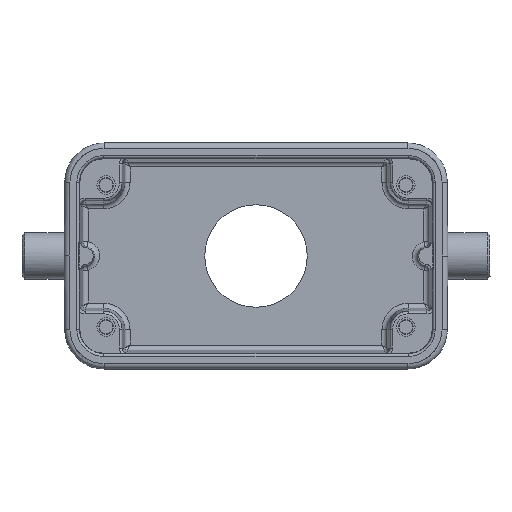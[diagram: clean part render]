
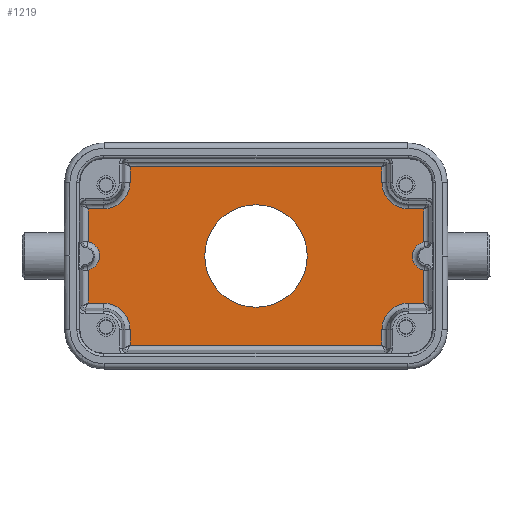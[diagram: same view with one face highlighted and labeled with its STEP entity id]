
A CAD part, front view. The second image highlights one B-rep face of the part: STEP entity #1219.
In plain terms, the highlighted planar face has unit normal (0, -1, 0).
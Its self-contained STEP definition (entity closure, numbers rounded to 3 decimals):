
#152=B_SPLINE_CURVE_WITH_KNOTS('',3,(#10709,#10710,#10711,#10712,#10713,
#10714,#10715),.UNSPECIFIED.,.F.,.F.,(4,3,4),(0.,0.01,1.),
 .UNSPECIFIED.);
#343=B_SPLINE_CURVE_WITH_KNOTS('',3,(#15206,#15207,#15208,#15209,#15210,
#15211),.UNSPECIFIED.,.F.,.F.,(4,2,4),(0.,0.5,1.),.UNSPECIFIED.);
#364=B_SPLINE_CURVE_WITH_KNOTS('',3,(#15365,#15366,#15367,#15368,#15369,
#15370,#15371),.UNSPECIFIED.,.F.,.F.,(4,3,4),(0.,0.01,1.),
 .UNSPECIFIED.);
#366=B_SPLINE_CURVE_WITH_KNOTS('',3,(#15381,#15382,#15383,#15384,#15385,
#15386),.UNSPECIFIED.,.F.,.F.,(4,2,4),(0.,0.5,1.),.UNSPECIFIED.);
#443=FACE_BOUND('',#2158,.T.);
#444=FACE_BOUND('',#2159,.T.);
#785=PLANE('',#8142);
#1219=ADVANCED_FACE('',(#443,#444),#785,.T.);
#2158=EDGE_LOOP('',(#5525));
#2159=EDGE_LOOP('',(#5526,#5527,#5528,#5529,#5530,#5531,#5532,#5533,#5534,
#5535,#5536,#5537,#5538,#5539,#5540,#5541,#5542,#5543,#5544,#5545));
#2203=LINE('',#10129,#2864);
#2210=LINE('',#10173,#2871);
#2214=LINE('',#10283,#2875);
#2223=LINE('',#10411,#2884);
#2224=LINE('',#10423,#2885);
#2775=LINE('',#14784,#3444);
#2776=LINE('',#14797,#3445);
#2777=LINE('',#14898,#3446);
#2793=LINE('',#15071,#3462);
#2794=LINE('',#15084,#3463);
#2795=LINE('',#15192,#3464);
#2827=LINE('',#15490,#3496);
#2864=VECTOR('',#8262,1.);
#2871=VECTOR('',#8289,1.);
#2875=VECTOR('',#8303,1.);
#2884=VECTOR('',#8328,1.);
#2885=VECTOR('',#8339,1.);
#3444=VECTOR('',#9634,1.);
#3445=VECTOR('',#9645,1.);
#3446=VECTOR('',#9648,1.);
#3462=VECTOR('',#9720,1.);
#3463=VECTOR('',#9731,1.);
#3464=VECTOR('',#9736,1.);
#3496=VECTOR('',#9908,1.);
#5525=ORIENTED_EDGE('',*,*,#7364,.F.);
#5526=ORIENTED_EDGE('',*,*,#7361,.F.);
#5527=ORIENTED_EDGE('',*,*,#6451,.F.);
#5528=ORIENTED_EDGE('',*,*,#7274,.T.);
#5529=ORIENTED_EDGE('',*,*,#7271,.F.);
#5530=ORIENTED_EDGE('',*,*,#7267,.F.);
#5531=ORIENTED_EDGE('',*,*,#7264,.T.);
#5532=ORIENTED_EDGE('',*,*,#7262,.F.);
#5533=ORIENTED_EDGE('',*,*,#7229,.F.);
#5534=ORIENTED_EDGE('',*,*,#7227,.F.);
#5535=ORIENTED_EDGE('',*,*,#7224,.T.);
#5536=ORIENTED_EDGE('',*,*,#7222,.F.);
#5537=ORIENTED_EDGE('',*,*,#7322,.F.);
#5538=ORIENTED_EDGE('',*,*,#7326,.T.);
#5539=ORIENTED_EDGE('',*,*,#6378,.F.);
#5540=ORIENTED_EDGE('',*,*,#6419,.F.);
#5541=ORIENTED_EDGE('',*,*,#6416,.T.);
#5542=ORIENTED_EDGE('',*,*,#6414,.F.);
#5543=ORIENTED_EDGE('',*,*,#6400,.F.);
#5544=ORIENTED_EDGE('',*,*,#6393,.F.);
#5545=ORIENTED_EDGE('',*,*,#7363,.T.);
#5696=VERTEX_POINT('',#10105);
#5699=VERTEX_POINT('',#10128);
#5711=VERTEX_POINT('',#10170);
#5712=VERTEX_POINT('',#10172);
#5715=VERTEX_POINT('',#10284);
#5723=VERTEX_POINT('',#10412);
#5724=VERTEX_POINT('',#10416);
#5745=VERTEX_POINT('',#10610);
#5746=VERTEX_POINT('',#10707);
#6226=VERTEX_POINT('',#14608);
#6241=VERTEX_POINT('',#14785);
#6242=VERTEX_POINT('',#14789);
#6243=VERTEX_POINT('',#14796);
#6244=VERTEX_POINT('',#14899);
#6262=VERTEX_POINT('',#15072);
#6263=VERTEX_POINT('',#15076);
#6264=VERTEX_POINT('',#15083);
#6266=VERTEX_POINT('',#15187);
#6292=VERTEX_POINT('',#15364);
#6307=VERTEX_POINT('',#15491);
#6308=VERTEX_POINT('',#15497);
#6378=EDGE_CURVE('',#5699,#5696,#2203,.T.);
#6393=EDGE_CURVE('',#5712,#5711,#2210,.T.);
#6400=EDGE_CURVE('',#5711,#5715,#2214,.T.);
#6414=EDGE_CURVE('',#5715,#5723,#2223,.T.);
#6416=EDGE_CURVE('',#5724,#5723,#7455,.T.);
#6419=EDGE_CURVE('',#5724,#5699,#2224,.T.);
#6451=EDGE_CURVE('',#5746,#5745,#152,.T.);
#7222=EDGE_CURVE('',#6226,#6241,#2775,.T.);
#7224=EDGE_CURVE('',#6242,#6241,#7531,.T.);
#7227=EDGE_CURVE('',#6242,#6243,#2776,.T.);
#7229=EDGE_CURVE('',#6243,#6244,#2777,.T.);
#7262=EDGE_CURVE('',#6244,#6262,#2793,.T.);
#7264=EDGE_CURVE('',#6263,#6262,#7548,.T.);
#7267=EDGE_CURVE('',#6263,#6264,#2794,.T.);
#7271=EDGE_CURVE('',#6264,#6266,#2795,.T.);
#7274=EDGE_CURVE('',#5746,#6266,#343,.T.);
#7322=EDGE_CURVE('',#6292,#6226,#364,.T.);
#7326=EDGE_CURVE('',#6292,#5696,#366,.T.);
#7361=EDGE_CURVE('',#5745,#6307,#2827,.T.);
#7363=EDGE_CURVE('',#5712,#6307,#7575,.T.);
#7364=EDGE_CURVE('',#6308,#6308,#7576,.T.);
#7455=CIRCLE('',#7655,5.053);
#7531=CIRCLE('',#8028,5.053);
#7548=CIRCLE('',#8062,5.053);
#7575=CIRCLE('',#8139,5.053);
#7576=CIRCLE('',#8141,9.75);
#7655=AXIS2_PLACEMENT_3D('',#10415,#8333,#8334);
#8028=AXIS2_PLACEMENT_3D('',#14788,#9639,#9640);
#8062=AXIS2_PLACEMENT_3D('',#15075,#9725,#9726);
#8139=AXIS2_PLACEMENT_3D('',#15494,#9913,#9914);
#8141=AXIS2_PLACEMENT_3D('',#15496,#9917,#9918);
#8142=AXIS2_PLACEMENT_3D('',#15498,#9919,#9920);
#8262=DIRECTION('',(0.,0.,1.));
#8289=DIRECTION('',(0.,0.,-1.));
#8303=DIRECTION('',(-1.,0.,0.));
#8328=DIRECTION('',(0.,0.,1.));
#8333=DIRECTION('',(0.,1.,0.));
#8334=DIRECTION('',(0.,0.,1.));
#8339=DIRECTION('',(-1.,0.,0.));
#9634=DIRECTION('',(1.,0.,0.));
#9639=DIRECTION('',(0.,1.,0.));
#9640=DIRECTION('',(1.,0.,0.));
#9645=DIRECTION('',(0.,0.,1.));
#9648=DIRECTION('',(1.,0.,0.));
#9720=DIRECTION('',(0.,0.,-1.));
#9725=DIRECTION('',(0.,1.,0.));
#9726=DIRECTION('',(0.,0.,-1.));
#9731=DIRECTION('',(1.,0.,0.));
#9736=DIRECTION('',(0.,0.,-1.));
#9908=DIRECTION('',(-1.,0.,0.));
#9913=DIRECTION('',(0.,1.,0.));
#9914=DIRECTION('',(-1.,0.,0.));
#9917=DIRECTION('',(0.,-1.,0.));
#9918=DIRECTION('',(0.,0.,-1.));
#9919=DIRECTION('',(0.,-1.,0.));
#9920=DIRECTION('',(0.,0.,-1.));
#10105=CARTESIAN_POINT('',(-31.947,19.35,-2.717));
#10128=CARTESIAN_POINT('',(-31.947,19.35,-8.947));
#10129=CARTESIAN_POINT('',(-31.947,19.35,-8.947));
#10170=CARTESIAN_POINT('',(23.947,19.35,-16.947));
#10172=CARTESIAN_POINT('',(23.947,19.35,-14.));
#10173=CARTESIAN_POINT('',(23.947,19.35,-14.));
#10283=CARTESIAN_POINT('',(23.947,19.35,-16.947));
#10284=CARTESIAN_POINT('',(-23.947,19.35,-16.947));
#10411=CARTESIAN_POINT('',(-23.947,19.35,-16.947));
#10412=CARTESIAN_POINT('',(-23.947,19.35,-14.));
#10415=CARTESIAN_POINT('',(-29.,19.35,-14.));
#10416=CARTESIAN_POINT('',(-29.,19.35,-8.947));
#10423=CARTESIAN_POINT('',(-29.,19.35,-8.947));
#10610=CARTESIAN_POINT('',(31.947,19.35,-8.947));
#10707=CARTESIAN_POINT('',(31.947,19.35,-2.715));
#10709=CARTESIAN_POINT('',(31.947,19.35,-2.653));
#10710=CARTESIAN_POINT('',(31.947,19.35,-2.674));
#10711=CARTESIAN_POINT('',(31.947,19.35,-2.694));
#10712=CARTESIAN_POINT('',(31.947,19.35,-2.715));
#10713=CARTESIAN_POINT('',(31.947,19.35,-4.792));
#10714=CARTESIAN_POINT('',(31.947,19.35,-6.869));
#10715=CARTESIAN_POINT('',(31.947,19.35,-8.947));
#14608=CARTESIAN_POINT('',(-31.947,19.35,8.947));
#14784=CARTESIAN_POINT('',(-31.947,19.35,8.947));
#14785=CARTESIAN_POINT('',(-29.,19.35,8.947));
#14788=CARTESIAN_POINT('',(-29.,19.35,14.));
#14789=CARTESIAN_POINT('',(-23.947,19.35,14.));
#14796=CARTESIAN_POINT('',(-23.946,19.35,16.947));
#14797=CARTESIAN_POINT('',(-23.947,19.35,14.));
#14898=CARTESIAN_POINT('',(-23.946,19.35,16.947));
#14899=CARTESIAN_POINT('',(23.947,19.35,16.947));
#15071=CARTESIAN_POINT('',(23.947,19.35,16.947));
#15072=CARTESIAN_POINT('',(23.947,19.35,14.));
#15075=CARTESIAN_POINT('',(29.,19.35,14.));
#15076=CARTESIAN_POINT('',(29.,19.35,8.947));
#15083=CARTESIAN_POINT('',(31.947,19.35,8.947));
#15084=CARTESIAN_POINT('',(29.,19.35,8.947));
#15187=CARTESIAN_POINT('',(31.947,19.35,2.717));
#15192=CARTESIAN_POINT('',(31.947,19.35,8.947));
#15206=CARTESIAN_POINT('',(31.947,19.35,-2.714));
#15207=CARTESIAN_POINT('',(30.685,19.35,-2.448));
#15208=CARTESIAN_POINT('',(29.729,19.35,-1.232));
#15209=CARTESIAN_POINT('',(29.726,19.35,1.23));
#15210=CARTESIAN_POINT('',(30.7,19.35,2.454));
#15211=CARTESIAN_POINT('',(31.947,19.35,2.717));
#15364=CARTESIAN_POINT('',(-31.947,19.35,2.715));
#15365=CARTESIAN_POINT('',(-31.947,19.35,2.653));
#15366=CARTESIAN_POINT('',(-31.947,19.35,2.674));
#15367=CARTESIAN_POINT('',(-31.947,19.35,2.694));
#15368=CARTESIAN_POINT('',(-31.947,19.35,2.715));
#15369=CARTESIAN_POINT('',(-31.947,19.35,4.792));
#15370=CARTESIAN_POINT('',(-31.947,19.35,6.869));
#15371=CARTESIAN_POINT('',(-31.947,19.35,8.947));
#15381=CARTESIAN_POINT('',(-31.947,19.35,2.714));
#15382=CARTESIAN_POINT('',(-30.685,19.35,2.448));
#15383=CARTESIAN_POINT('',(-29.729,19.35,1.232));
#15384=CARTESIAN_POINT('',(-29.726,19.35,-1.23));
#15385=CARTESIAN_POINT('',(-30.7,19.35,-2.454));
#15386=CARTESIAN_POINT('',(-31.947,19.35,-2.717));
#15490=CARTESIAN_POINT('',(31.947,19.35,-8.947));
#15491=CARTESIAN_POINT('',(29.,19.35,-8.947));
#15494=CARTESIAN_POINT('',(29.,19.35,-14.));
#15496=CARTESIAN_POINT('',(0.,19.35,0.));
#15497=CARTESIAN_POINT('',(0.,19.35,-9.75));
#15498=CARTESIAN_POINT('',(0.,19.35,-21.5));
